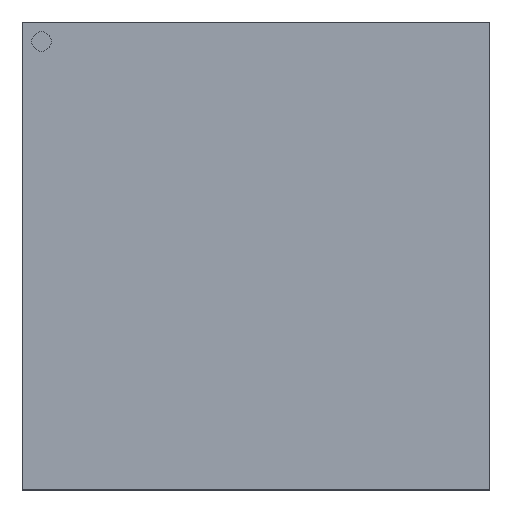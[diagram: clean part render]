
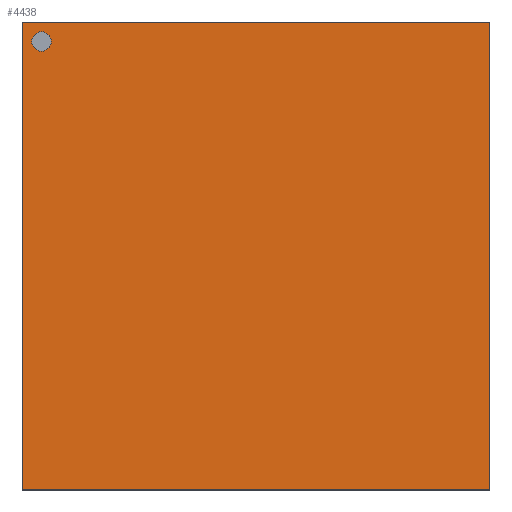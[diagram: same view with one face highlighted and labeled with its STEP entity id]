
A CAD part, top view. The second image highlights one B-rep face of the part: STEP entity #4438.
In plain terms, the highlighted planar face has unit normal (0, 0, 1).
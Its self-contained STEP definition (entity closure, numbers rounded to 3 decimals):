
#410=LINE($,#8421,#422);
#411=LINE($,#8423,#423);
#412=LINE($,#8425,#424);
#413=LINE($,#8426,#425);
#422=VECTOR($,#6429,12.);
#423=VECTOR($,#6430,12.);
#424=VECTOR($,#6431,12.);
#425=VECTOR($,#6432,12.);
#435=PLANE($,#5431);
#834=FACE_BOUND($,#1631,.T.);
#1033=FACE_OUTER_BOUND($,#1630,.T.);
#1630=EDGE_LOOP($,(#3626,#3627,#3628,#3629));
#1631=EDGE_LOOP($,(#3630));
#2421=CIRCLE($,#5428,0.25);
#2815=VERTEX_POINT($,#8413);
#2817=VERTEX_POINT($,#8419);
#2818=VERTEX_POINT($,#8420);
#2819=VERTEX_POINT($,#8422);
#2820=VERTEX_POINT($,#8424);
#3217=EDGE_CURVE($,#2815,#2815,#2421,.T.);
#3219=EDGE_CURVE($,#2817,#2818,#410,.T.);
#3220=EDGE_CURVE($,#2818,#2819,#411,.T.);
#3221=EDGE_CURVE($,#2819,#2820,#412,.T.);
#3222=EDGE_CURVE($,#2820,#2817,#413,.T.);
#3626=ORIENTED_EDGE($,*,*,#3219,.T.);
#3627=ORIENTED_EDGE($,*,*,#3220,.T.);
#3628=ORIENTED_EDGE($,*,*,#3221,.T.);
#3629=ORIENTED_EDGE($,*,*,#3222,.T.);
#3630=ORIENTED_EDGE($,*,*,#3217,.T.);
#4438=ADVANCED_FACE($,(#1033,#834),#435,.T.);
#5428=AXIS2_PLACEMENT_3D($,#8414,#6421,#6422);
#5431=AXIS2_PLACEMENT_3D($,#8418,#6427,#6428);
#6421=DIRECTION('center_axis',(0.,0.,-1.));
#6422=DIRECTION('ref_axis',(1.,0.,0.));
#6427=DIRECTION('center_axis',(0.,0.,1.));
#6428=DIRECTION('ref_axis',(1.,0.,0.));
#6429=DIRECTION($,(1.,0.,0.));
#6430=DIRECTION($,(0.,1.,0.));
#6431=DIRECTION($,(-1.,0.,0.));
#6432=DIRECTION($,(0.,-1.,0.));
#8413=CARTESIAN_POINT('',(-5.75,5.5,1.7));
#8414=CARTESIAN_POINT('Origin',(-5.5,5.5,1.7));
#8418=CARTESIAN_POINT('Origin',(-4.4,4.4,1.7));
#8419=CARTESIAN_POINT('',(-6.,-6.,1.7));
#8420=CARTESIAN_POINT('',(6.,-6.,1.7));
#8421=CARTESIAN_POINT($,(-4.,-6.,1.7));
#8422=CARTESIAN_POINT('',(6.,6.,1.7));
#8423=CARTESIAN_POINT($,(6.,-4.,1.7));
#8424=CARTESIAN_POINT('',(-6.,6.,1.7));
#8425=CARTESIAN_POINT($,(4.,6.,1.7));
#8426=CARTESIAN_POINT($,(-6.,4.,1.7));
